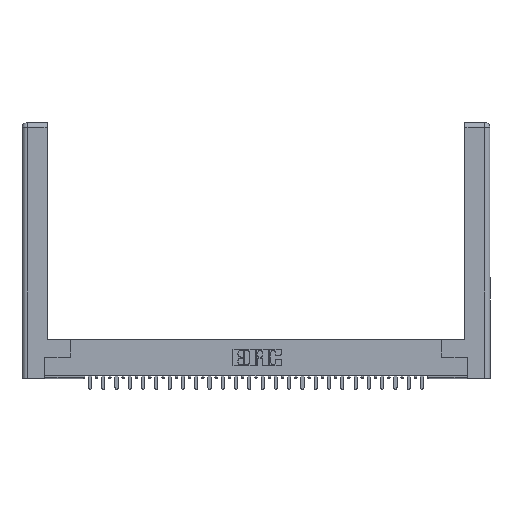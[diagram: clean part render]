
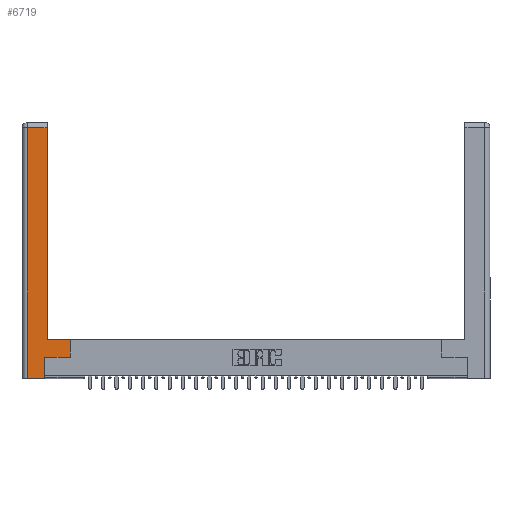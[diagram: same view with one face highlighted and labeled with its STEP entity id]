
A CAD part, top view. The second image highlights one B-rep face of the part: STEP entity #6719.
In plain terms, the highlighted planar face has unit normal (0, 0, 1).
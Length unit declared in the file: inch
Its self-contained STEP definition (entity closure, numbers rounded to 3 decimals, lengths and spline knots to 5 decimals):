
#769 = CARTESIAN_POINT ( 'NONE',  ( 0.565, 0.245, 0. ) ) ;
#999 = VECTOR ( 'NONE', #20500, 39.37008 ) ;
#1142 = LINE ( 'NONE', #13759, #24890 ) ;
#1280 = CARTESIAN_POINT ( 'NONE',  ( 0.0615, 2.94, 0. ) ) ;
#1301 = EDGE_CURVE ( 'NONE', #4333, #14769, #1693, .T. ) ;
#1693 = LINE ( 'NONE', #19099, #999 ) ;
#2411 = EDGE_CURVE ( 'NONE', #24501, #22443, #20496, .T. ) ;
#2694 = VECTOR ( 'NONE', #28547, 39.37008 ) ;
#3291 = CARTESIAN_POINT ( 'NONE',  ( 0.265, 0.245, 0. ) ) ;
#3530 = DIRECTION ( 'NONE',  ( -1., 0., 0. ) ) ;
#4053 = CARTESIAN_POINT ( 'NONE',  ( 0.0615, 0., 0. ) ) ;
#4333 = VERTEX_POINT ( 'NONE', #24332 ) ;
#4401 = CARTESIAN_POINT ( 'NONE',  ( 0.295, 0.45, 0. ) ) ;
#5537 = DIRECTION ( 'NONE',  ( 0., 1., 0. ) ) ;
#5874 = LINE ( 'NONE', #23452, #23004 ) ;
#5985 = CARTESIAN_POINT ( 'NONE',  ( 0., 0., 0. ) ) ;
#6284 = DIRECTION ( 'NONE',  ( 0., -1., 0. ) ) ;
#6719 = ADVANCED_FACE ( 'NONE', ( #24313 ), #14864, .F. ) ;
#7099 = VECTOR ( 'NONE', #6284, 39.37008 ) ;
#7722 = VERTEX_POINT ( 'NONE', #20668 ) ;
#8058 = EDGE_CURVE ( 'NONE', #7722, #4333, #24926, .T. ) ;
#8227 = DIRECTION ( 'NONE',  ( -1., 0., 0. ) ) ;
#8715 = VECTOR ( 'NONE', #8883, 39.37008 ) ;
#8883 = DIRECTION ( 'NONE',  ( -1., 0., 0. ) ) ;
#10145 = CARTESIAN_POINT ( 'NONE',  ( 0.565, 0.45, 0. ) ) ;
#10667 = ORIENTED_EDGE ( 'NONE', *, *, #24057, .T. ) ;
#11095 = ORIENTED_EDGE ( 'NONE', *, *, #2411, .T. ) ;
#11675 = CARTESIAN_POINT ( 'NONE',  ( 0.295, 2.94, 0. ) ) ;
#12287 = DIRECTION ( 'NONE',  ( 1., 0., 0. ) ) ;
#13098 = CARTESIAN_POINT ( 'NONE',  ( 0.265, 0., 0. ) ) ;
#13498 = ORIENTED_EDGE ( 'NONE', *, *, #28402, .T. ) ;
#13759 = CARTESIAN_POINT ( 'NONE',  ( 0.295, 3., 0. ) ) ;
#14192 = CARTESIAN_POINT ( 'NONE',  ( 0.295, 0.45, 0. ) ) ;
#14769 = VERTEX_POINT ( 'NONE', #13098 ) ;
#14864 = PLANE ( 'NONE',  #24558 ) ;
#15444 = EDGE_CURVE ( 'NONE', #21271, #20543, #1142, .T. ) ;
#15633 = ORIENTED_EDGE ( 'NONE', *, *, #16913, .T. ) ;
#16255 = VECTOR ( 'NONE', #5537, 39.37008 ) ;
#16466 = VERTEX_POINT ( 'NONE', #26367 ) ;
#16913 = EDGE_CURVE ( 'NONE', #22443, #21271, #26505, .T. ) ;
#17483 = LINE ( 'NONE', #1280, #28603 ) ;
#19099 = CARTESIAN_POINT ( 'NONE',  ( 0.265, 0., 0. ) ) ;
#20496 = LINE ( 'NONE', #10145, #2694 ) ;
#20500 = DIRECTION ( 'NONE',  ( 1., 0., 0. ) ) ;
#20543 = VERTEX_POINT ( 'NONE', #11675 ) ;
#20668 = CARTESIAN_POINT ( 'NONE',  ( 0.0615, 2.94, 0. ) ) ;
#21081 = CARTESIAN_POINT ( 'NONE',  ( 0.565, 0.45, 0. ) ) ;
#21271 = VERTEX_POINT ( 'NONE', #14192 ) ;
#21611 = DIRECTION ( 'NONE',  ( 0., 0., -1. ) ) ;
#21885 = EDGE_CURVE ( 'NONE', #20543, #7722, #17483, .T. ) ;
#22443 = VERTEX_POINT ( 'NONE', #21081 ) ;
#23004 = VECTOR ( 'NONE', #12287, 39.37008 ) ;
#23452 = CARTESIAN_POINT ( 'NONE',  ( 0.565, 0.245, 0. ) ) ;
#24057 = EDGE_CURVE ( 'NONE', #16466, #24501, #5874, .T. ) ;
#24313 = FACE_OUTER_BOUND ( 'NONE', #27882, .T. ) ;
#24332 = CARTESIAN_POINT ( 'NONE',  ( 0.0615, 0., 0. ) ) ;
#24501 = VERTEX_POINT ( 'NONE', #769 ) ;
#24558 = AXIS2_PLACEMENT_3D ( 'NONE', #5985, #21611, #8227 ) ;
#24585 = ORIENTED_EDGE ( 'NONE', *, *, #15444, .T. ) ;
#24890 = VECTOR ( 'NONE', #27102, 39.37008 ) ;
#24920 = ORIENTED_EDGE ( 'NONE', *, *, #21885, .T. ) ;
#24926 = LINE ( 'NONE', #4053, #7099 ) ;
#26367 = CARTESIAN_POINT ( 'NONE',  ( 0.265, 0.245, 0. ) ) ;
#26505 = LINE ( 'NONE', #4401, #8715 ) ;
#27102 = DIRECTION ( 'NONE',  ( 0., 1., 0. ) ) ;
#27391 = LINE ( 'NONE', #3291, #16255 ) ;
#27471 = ORIENTED_EDGE ( 'NONE', *, *, #1301, .T. ) ;
#27882 = EDGE_LOOP ( 'NONE', ( #24585, #24920, #28844, #27471, #13498, #10667, #11095, #15633 ) ) ;
#28402 = EDGE_CURVE ( 'NONE', #14769, #16466, #27391, .T. ) ;
#28547 = DIRECTION ( 'NONE',  ( 0., 1., 0. ) ) ;
#28603 = VECTOR ( 'NONE', #3530, 39.37008 ) ;
#28844 = ORIENTED_EDGE ( 'NONE', *, *, #8058, .T. ) ;
